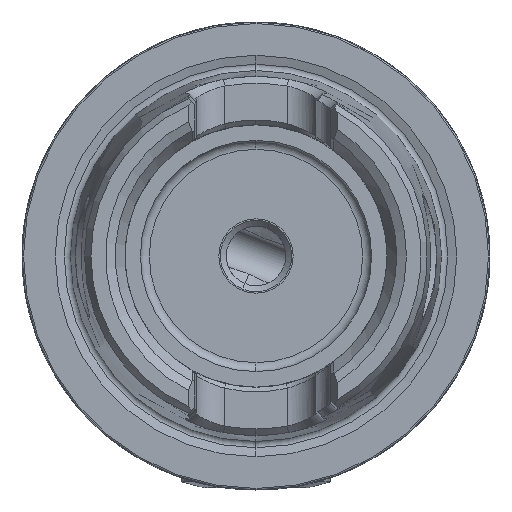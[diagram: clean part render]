
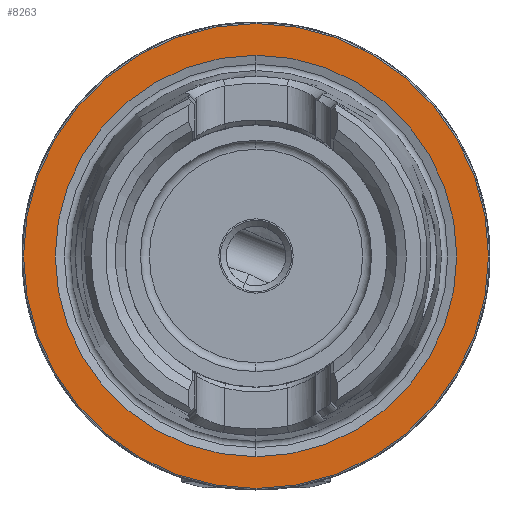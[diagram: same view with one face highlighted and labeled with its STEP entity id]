
A CAD part, left-side view. The second image highlights one B-rep face of the part: STEP entity #8263.
In plain terms, the highlighted planar face has unit normal (-1, 0, 0).
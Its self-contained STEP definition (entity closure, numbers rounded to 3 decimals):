
#1101 = CIRCLE ( 'NONE', #17576, 27. ) ;
#1182 = AXIS2_PLACEMENT_3D ( 'NONE', #7988, #21782, #9960 ) ;
#1806 = CARTESIAN_POINT ( 'NONE',  ( 0., 0., -27. ) ) ;
#2244 = VERTEX_POINT ( 'NONE', #7611 ) ;
#2410 = FACE_BOUND ( 'NONE', #14268, .T. ) ;
#3286 = DIRECTION ( 'NONE',  ( -1., 0., 0. ) ) ;
#3471 = CARTESIAN_POINT ( 'NONE',  ( 0., 0., 0. ) ) ;
#3496 = ORIENTED_EDGE ( 'NONE', *, *, #17699, .F. ) ;
#5439 = AXIS2_PLACEMENT_3D ( 'NONE', #8566, #22322, #10517 ) ;
#5472 = DIRECTION ( 'NONE',  ( 0., 0., 1. ) ) ;
#5653 = EDGE_CURVE ( 'NONE', #2244, #12900, #17318, .T. ) ;
#5955 = AXIS2_PLACEMENT_3D ( 'NONE', #17238, #19240, #7432 ) ;
#6413 = EDGE_CURVE ( 'NONE', #12900, #2244, #17906, .T. ) ;
#7343 = CARTESIAN_POINT ( 'NONE',  ( 0., 0., 31.275 ) ) ;
#7432 = DIRECTION ( 'NONE',  ( 0., 0., -1. ) ) ;
#7611 = CARTESIAN_POINT ( 'NONE',  ( 0., 0., -31.275 ) ) ;
#7988 = CARTESIAN_POINT ( 'NONE',  ( 0., 0., 0. ) ) ;
#8263 = ADVANCED_FACE ( 'NONE', ( #2410, #18783 ), #10881, .F. ) ;
#8566 = CARTESIAN_POINT ( 'NONE',  ( 0., 0., 0. ) ) ;
#9960 = DIRECTION ( 'NONE',  ( 0., 0., 1. ) ) ;
#10405 = CIRCLE ( 'NONE', #1182, 27. ) ;
#10517 = DIRECTION ( 'NONE',  ( 0., 0., 1. ) ) ;
#10864 = CARTESIAN_POINT ( 'NONE',  ( 0., 0., 27. ) ) ;
#10881 = PLANE ( 'NONE',  #5955 ) ;
#11078 = AXIS2_PLACEMENT_3D ( 'NONE', #3471, #17276, #5472 ) ;
#12639 = EDGE_LOOP ( 'NONE', ( #14898, #23800 ) ) ;
#12900 = VERTEX_POINT ( 'NONE', #7343 ) ;
#14268 = EDGE_LOOP ( 'NONE', ( #3496, #20564 ) ) ;
#14898 = ORIENTED_EDGE ( 'NONE', *, *, #6413, .T. ) ;
#15098 = CARTESIAN_POINT ( 'NONE',  ( 0., 0., 0. ) ) ;
#17092 = DIRECTION ( 'NONE',  ( 0., 0., 1. ) ) ;
#17238 = CARTESIAN_POINT ( 'NONE',  ( 0., 31.275, 0. ) ) ;
#17276 = DIRECTION ( 'NONE',  ( -1., 0., 0. ) ) ;
#17318 = CIRCLE ( 'NONE', #5439, 31.275 ) ;
#17576 = AXIS2_PLACEMENT_3D ( 'NONE', #15098, #3286, #17092 ) ;
#17699 = EDGE_CURVE ( 'NONE', #18919, #24805, #1101, .T. ) ;
#17823 = EDGE_CURVE ( 'NONE', #24805, #18919, #10405, .T. ) ;
#17906 = CIRCLE ( 'NONE', #11078, 31.275 ) ;
#18783 = FACE_OUTER_BOUND ( 'NONE', #12639, .T. ) ;
#18919 = VERTEX_POINT ( 'NONE', #10864 ) ;
#19240 = DIRECTION ( 'NONE',  ( 1., 0., 0. ) ) ;
#20564 = ORIENTED_EDGE ( 'NONE', *, *, #17823, .F. ) ;
#21782 = DIRECTION ( 'NONE',  ( -1., 0., 0. ) ) ;
#22322 = DIRECTION ( 'NONE',  ( -1., 0., 0. ) ) ;
#23800 = ORIENTED_EDGE ( 'NONE', *, *, #5653, .T. ) ;
#24805 = VERTEX_POINT ( 'NONE', #1806 ) ;
